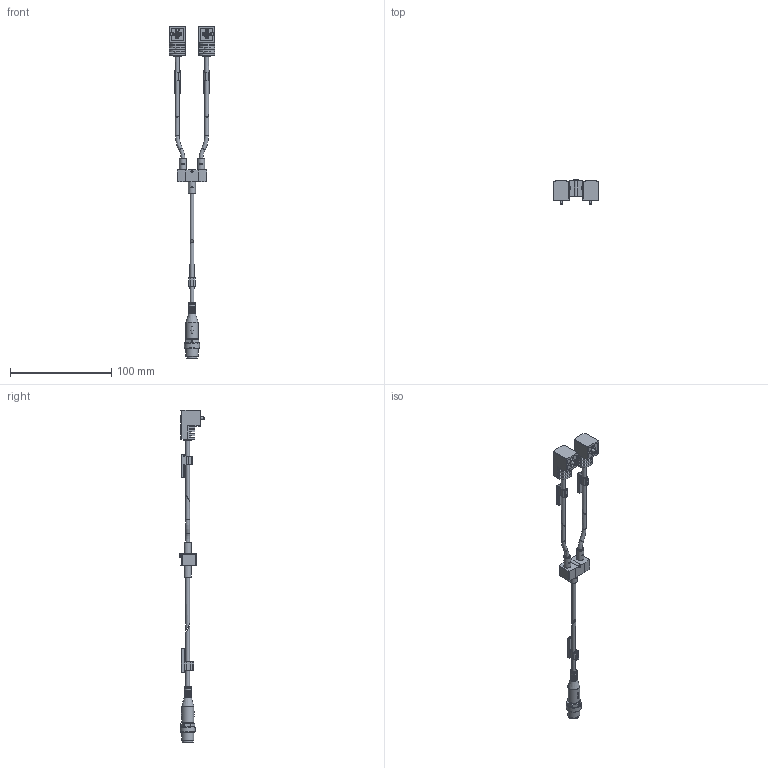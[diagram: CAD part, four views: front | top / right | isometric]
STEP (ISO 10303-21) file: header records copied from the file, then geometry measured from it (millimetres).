
FILE_DESCRIPTION(/* description */ ('STEP AP214'),/* implementation_level */ '2;1');
FILE_NAME(/* name */ '8035783_NEDY-L2R1-V1-C1W4L-U-0_3L-M12G4-2_5R',/* time_stamp */ '2024-09-12T21:42:17+02:00',/* author */ ('License CC BY-ND 4.0'),/* organization */ ('CADENAS'),/* preprocessor_version */ 'ST-DEVELOPER v19.3',/* originating_system */ 'PARTsolutions',/* authorisation */ ' ');
FILE_SCHEMA (('AUTOMOTIVE_DESIGN {1 0 10303 214 3 1 1}'));
Length unit declared in the file: millimetre
Products named in the file (6): 8035783 NEDY-L2R1-V1-C1W4L-U-0.3L-M12G4-2.5R; 8119133 NEDY-D4.5-D3.8---(3.8G); 691944 C1_Form-C_p---(0_3.8_4); 1043092 ASCF-M-23-V DM 3.3-4.8; 3956624 M12G-Stecker_p---(2_3.8_4); 1051830 ASCF-M-23-C DM 4.0-5.6
Assembly tree (7 placements, depth 2):
  8035783 NEDY-L2R1-V1-C1W4L-U-0.3L-M12G4-2.5R
    8119133 NEDY-D4.5-D3.8---(3.8G)
    691944 C1_Form-C_p---(0_3.8_4)  x2
    1043092 ASCF-M-23-V DM 3.3-4.8  x2
    3956624 M12G-Stecker_p---(2_3.8_4)
    1051830 ASCF-M-23-C DM 4.0-5.6
Bounding box: 45 x 24.13 x 327.75 mm (x, y, z)
Volume: 29873.8 mm3; surface area: 19079.6 mm2
Topology: 7 solids, 7 shells, 652 faces, 1727 edges, 1141 vertices
Faces by surface type: plane 366, cylinder 256, torus 18, sphere 6, cone 6
Full cylindrical faces by diameter (mm): 1 x4, 2.2 x1, 2.5 x2, 3.8 x6, 4 x2, 4.7 x1, 5 x2, 5.2 x2, 7 x8, 7.5 x2, 8.3 x1, 9.6 x1, 10.5 x1, 12 x2, 15 x1
Entity records: 16383 total; most frequent: CARTESIAN_POINT 2764, DIRECTION 2415, ORIENTED_EDGE 2290, EDGE_CURVE 1145, AXIS2_PLACEMENT_3D 876, VERTEX_POINT 783, LINE 663, VECTOR 663
